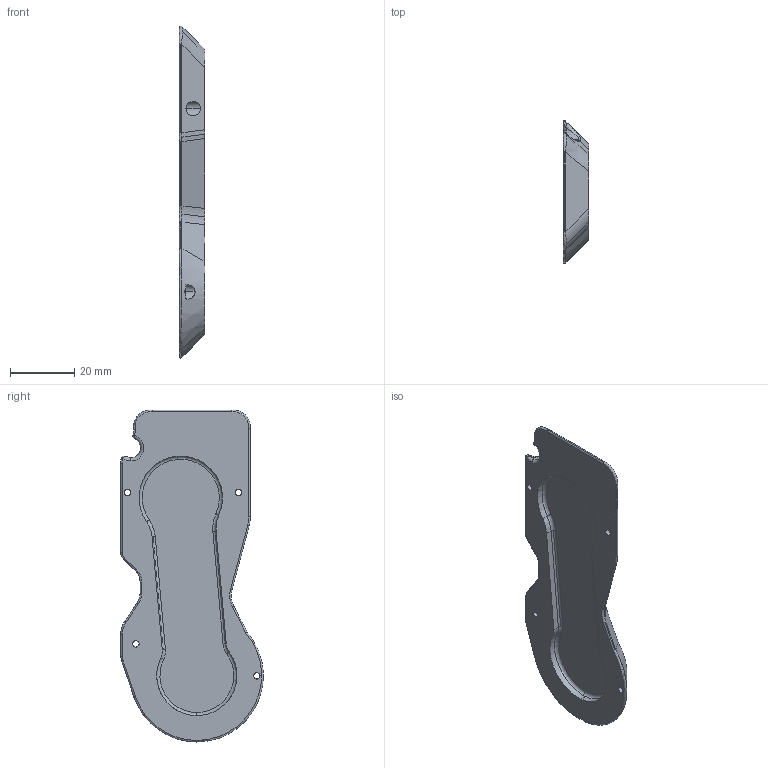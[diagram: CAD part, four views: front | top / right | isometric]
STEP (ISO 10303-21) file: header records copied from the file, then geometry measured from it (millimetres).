
FILE_DESCRIPTION (( 'STEP AP203' ), '1' );
FILE_NAME ('3DJoint2 & Joint3_Dummy v164 v1.STEP', '2023-12-04T13:12:46', ( '' ), ( '' ), 'SwSTEP 2.0', 'SolidWorks 2022', '' );
FILE_SCHEMA (( 'CONFIG_CONTROL_DESIGN' ));
Length unit declared in the file: millimetre
Products named in the file (1): 3DJoint2 & Joint3_Dummy v164 v1
Bounding box: 8 x 44.38 x 103.38 mm (x, y, z)
Volume: 18166.1 mm3; surface area: 9010.4 mm2
Topology: 1 solids, 1 shells, 122 faces, 318 edges, 198 vertices
Faces by surface type: cylinder 64, plane 19, torus 18, bspline 15, cone 6
Entity records: 4688 total; most frequent: CARTESIAN_POINT 1805, ORIENTED_EDGE 632, DIRECTION 539, EDGE_CURVE 316, AXIS2_PLACEMENT_3D 218, VERTEX_POINT 198, EDGE_LOOP 132, ADVANCED_FACE 122
